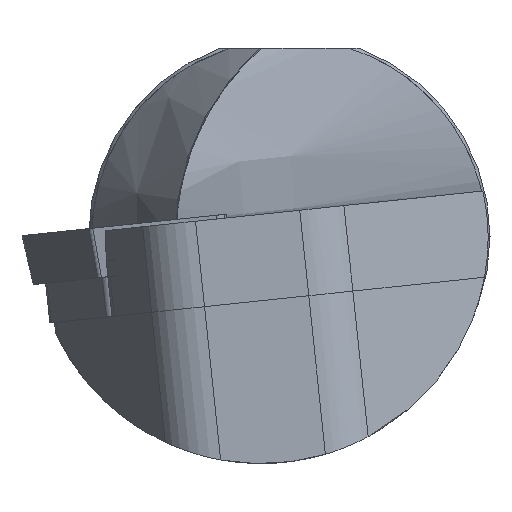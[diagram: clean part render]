
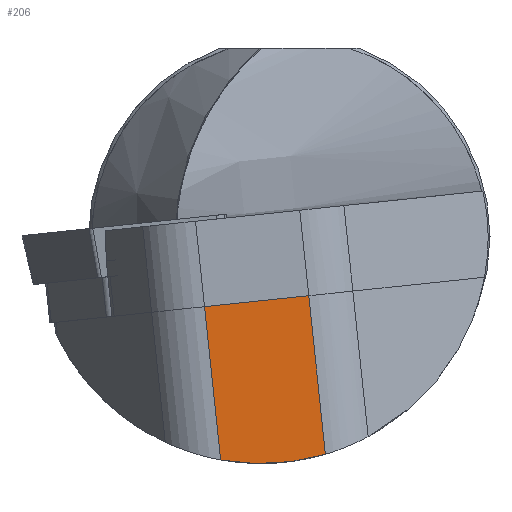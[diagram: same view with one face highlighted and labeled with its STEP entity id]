
A CAD part, left-side view. The second image highlights one B-rep face of the part: STEP entity #206.
In plain terms, the highlighted planar face has unit normal (-1, 0, 0).
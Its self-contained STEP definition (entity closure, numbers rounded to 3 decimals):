
#206=ADVANCED_FACE('',(#289),#259,.F.);
#259=PLANE('',#1084);
#289=FACE_OUTER_BOUND('',#343,.T.);
#343=EDGE_LOOP('',(#566,#567,#568,#569));
#409=LINE('',#1491,#474);
#412=LINE('',#1515,#477);
#413=LINE('',#1519,#478);
#474=VECTOR('',#1207,1.);
#477=VECTOR('',#1220,1.);
#478=VECTOR('',#1223,1.);
#566=ORIENTED_EDGE('',*,*,#929,.F.);
#567=ORIENTED_EDGE('',*,*,#930,.F.);
#568=ORIENTED_EDGE('',*,*,#931,.T.);
#569=ORIENTED_EDGE('',*,*,#921,.T.);
#825=VERTEX_POINT('',#1492);
#826=VERTEX_POINT('',#1493);
#829=VERTEX_POINT('',#1516);
#830=VERTEX_POINT('',#1518);
#921=EDGE_CURVE('',#825,#826,#409,.T.);
#929=EDGE_CURVE('',#829,#826,#412,.T.);
#930=EDGE_CURVE('',#830,#829,#1038,.T.);
#931=EDGE_CURVE('',#830,#825,#413,.T.);
#1038=CIRCLE('',#1083,18.1);
#1083=AXIS2_PLACEMENT_3D('',#1517,#1221,#1222);
#1084=AXIS2_PLACEMENT_3D('',#1520,#1224,#1225);
#1207=DIRECTION('',(0.,0.995,-0.105));
#1220=DIRECTION('',(0.,0.105,0.995));
#1221=DIRECTION('',(1.,0.,0.));
#1222=DIRECTION('',(0.,0.,-1.));
#1223=DIRECTION('',(0.,0.105,0.995));
#1224=DIRECTION('',(1.,0.,0.));
#1225=DIRECTION('',(0.,0.,-1.));
#1491=CARTESIAN_POINT('',(0.,-0.507,-4.824));
#1492=CARTESIAN_POINT('',(0.,-1.551,-4.714));
#1493=CARTESIAN_POINT('',(0.,6.761,-5.588));
#1515=CARTESIAN_POINT('',(0.,50.54,410.941));
#1516=CARTESIAN_POINT('',(0.,5.476,-17.81));
#1517=CARTESIAN_POINT('',(0.,2.25,0.));
#1518=CARTESIAN_POINT('',(0.,-2.88,-17.358));
#1519=CARTESIAN_POINT('',(0.,42.228,411.815));
#1520=CARTESIAN_POINT('',(0.,0.,0.));
